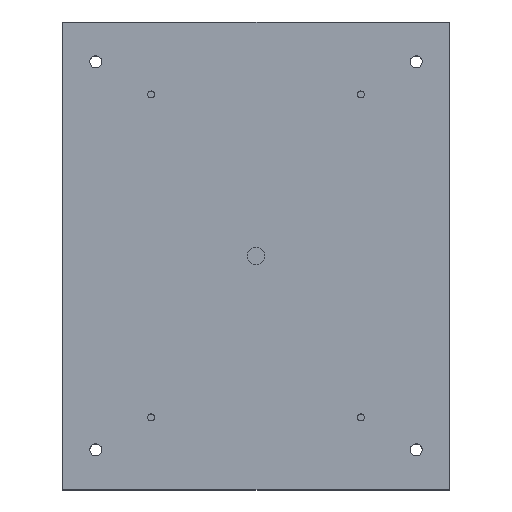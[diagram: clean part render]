
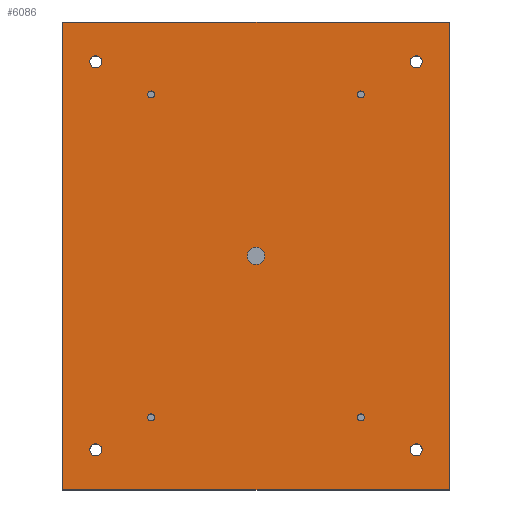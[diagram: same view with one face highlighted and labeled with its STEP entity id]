
A CAD part, top view. The second image highlights one B-rep face of the part: STEP entity #6086.
In plain terms, the highlighted planar face has unit normal (0, 0, 1).
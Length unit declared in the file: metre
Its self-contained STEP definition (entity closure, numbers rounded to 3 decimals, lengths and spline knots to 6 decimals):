
#61=PLANE('',#6623);
#533=LINE('',#9889,#1089);
#536=LINE('',#9895,#1092);
#538=LINE('',#9899,#1094);
#539=LINE('',#9901,#1095);
#1089=VECTOR('',#7672,1.);
#1092=VECTOR('',#7677,1.);
#1094=VECTOR('',#7681,1.);
#1095=VECTOR('',#7684,1.);
#2056=ORIENTED_EDGE('',*,*,#3576,.T.);
#2057=ORIENTED_EDGE('',*,*,#3693,.T.);
#2058=ORIENTED_EDGE('',*,*,#3580,.T.);
#2059=ORIENTED_EDGE('',*,*,#3694,.T.);
#2060=ORIENTED_EDGE('',*,*,#3584,.T.);
#2061=ORIENTED_EDGE('',*,*,#3695,.T.);
#2062=ORIENTED_EDGE('',*,*,#3588,.T.);
#2063=ORIENTED_EDGE('',*,*,#3696,.T.);
#2064=ORIENTED_EDGE('',*,*,#3682,.T.);
#2065=ORIENTED_EDGE('',*,*,#3594,.T.);
#2066=ORIENTED_EDGE('',*,*,#3680,.T.);
#2067=ORIENTED_EDGE('',*,*,#3598,.T.);
#2068=ORIENTED_EDGE('',*,*,#3678,.T.);
#2069=ORIENTED_EDGE('',*,*,#3602,.T.);
#2070=ORIENTED_EDGE('',*,*,#3675,.T.);
#2071=ORIENTED_EDGE('',*,*,#3606,.T.);
#2072=ORIENTED_EDGE('',*,*,#3697,.T.);
#2073=ORIENTED_EDGE('',*,*,#3590,.T.);
#2074=ORIENTED_EDGE('',*,*,#3686,.T.);
#2075=ORIENTED_EDGE('',*,*,#3689,.T.);
#2076=ORIENTED_EDGE('',*,*,#3691,.T.);
#2077=ORIENTED_EDGE('',*,*,#3692,.F.);
#3576=EDGE_CURVE('',#4435,#4434,#4985,.F.);
#3580=EDGE_CURVE('',#4439,#4438,#4987,.F.);
#3584=EDGE_CURVE('',#4443,#4442,#4989,.F.);
#3588=EDGE_CURVE('',#4447,#4446,#4991,.F.);
#3590=EDGE_CURVE('',#4448,#4449,#4992,.F.);
#3594=EDGE_CURVE('',#4452,#4453,#4994,.F.);
#3598=EDGE_CURVE('',#4456,#4457,#4996,.F.);
#3602=EDGE_CURVE('',#4460,#4461,#4998,.F.);
#3606=EDGE_CURVE('',#4464,#4465,#5000,.F.);
#3675=EDGE_CURVE('',#4465,#4464,#5015,.F.);
#3678=EDGE_CURVE('',#4461,#4460,#5018,.F.);
#3680=EDGE_CURVE('',#4457,#4456,#5020,.F.);
#3682=EDGE_CURVE('',#4453,#4452,#5022,.F.);
#3686=EDGE_CURVE('',#4527,#4526,#533,.T.);
#3689=EDGE_CURVE('',#4526,#4528,#536,.T.);
#3691=EDGE_CURVE('',#4528,#4529,#538,.T.);
#3692=EDGE_CURVE('',#4527,#4529,#539,.T.);
#3693=EDGE_CURVE('',#4434,#4435,#5025,.F.);
#3694=EDGE_CURVE('',#4438,#4439,#5026,.F.);
#3695=EDGE_CURVE('',#4442,#4443,#5027,.F.);
#3696=EDGE_CURVE('',#4446,#4447,#5028,.F.);
#3697=EDGE_CURVE('',#4449,#4448,#5029,.F.);
#4434=VERTEX_POINT('',#9643);
#4435=VERTEX_POINT('',#9645);
#4438=VERTEX_POINT('',#9652);
#4439=VERTEX_POINT('',#9654);
#4442=VERTEX_POINT('',#9661);
#4443=VERTEX_POINT('',#9663);
#4446=VERTEX_POINT('',#9670);
#4447=VERTEX_POINT('',#9672);
#4448=VERTEX_POINT('',#9676);
#4449=VERTEX_POINT('',#9677);
#4452=VERTEX_POINT('',#9685);
#4453=VERTEX_POINT('',#9686);
#4456=VERTEX_POINT('',#9694);
#4457=VERTEX_POINT('',#9695);
#4460=VERTEX_POINT('',#9703);
#4461=VERTEX_POINT('',#9704);
#4464=VERTEX_POINT('',#9712);
#4465=VERTEX_POINT('',#9713);
#4526=VERTEX_POINT('',#9888);
#4527=VERTEX_POINT('',#9890);
#4528=VERTEX_POINT('',#9894);
#4529=VERTEX_POINT('',#9898);
#4985=CIRCLE('',#6565,0.00175);
#4987=CIRCLE('',#6568,0.00175);
#4989=CIRCLE('',#6571,0.00175);
#4991=CIRCLE('',#6574,0.00175);
#4992=CIRCLE('',#6576,0.0025);
#4994=CIRCLE('',#6579,0.001);
#4996=CIRCLE('',#6582,0.001);
#4998=CIRCLE('',#6585,0.001);
#5000=CIRCLE('',#6588,0.001);
#5015=CIRCLE('',#6606,0.001);
#5018=CIRCLE('',#6610,0.001);
#5020=CIRCLE('',#6613,0.001);
#5022=CIRCLE('',#6616,0.001);
#5025=CIRCLE('',#6624,0.00175);
#5026=CIRCLE('',#6625,0.00175);
#5027=CIRCLE('',#6626,0.00175);
#5028=CIRCLE('',#6627,0.00175);
#5029=CIRCLE('',#6628,0.0025);
#5293=EDGE_LOOP('',(#2056,#2057));
#5294=EDGE_LOOP('',(#2058,#2059));
#5295=EDGE_LOOP('',(#2060,#2061));
#5296=EDGE_LOOP('',(#2062,#2063));
#5297=EDGE_LOOP('',(#2064,#2065));
#5298=EDGE_LOOP('',(#2066,#2067));
#5299=EDGE_LOOP('',(#2068,#2069));
#5300=EDGE_LOOP('',(#2070,#2071));
#5301=EDGE_LOOP('',(#2072,#2073));
#5302=EDGE_LOOP('',(#2074,#2075,#2076,#2077));
#5685=FACE_BOUND('',#5293,.T.);
#5686=FACE_BOUND('',#5294,.T.);
#5687=FACE_BOUND('',#5295,.T.);
#5688=FACE_BOUND('',#5296,.T.);
#5689=FACE_BOUND('',#5297,.T.);
#5690=FACE_BOUND('',#5298,.T.);
#5691=FACE_BOUND('',#5299,.T.);
#5692=FACE_BOUND('',#5300,.T.);
#5693=FACE_BOUND('',#5301,.T.);
#5694=FACE_BOUND('',#5302,.T.);
#6086=ADVANCED_FACE('',(#5685,#5686,#5687,#5688,#5689,#5690,#5691,#5692,
#5693,#5694),#61,.T.);
#6565=AXIS2_PLACEMENT_3D('',#9644,#7500,#7501);
#6568=AXIS2_PLACEMENT_3D('',#9653,#7508,#7509);
#6571=AXIS2_PLACEMENT_3D('',#9662,#7516,#7517);
#6574=AXIS2_PLACEMENT_3D('',#9671,#7524,#7525);
#6576=AXIS2_PLACEMENT_3D('',#9675,#7529,#7530);
#6579=AXIS2_PLACEMENT_3D('',#9684,#7537,#7538);
#6582=AXIS2_PLACEMENT_3D('',#9693,#7545,#7546);
#6585=AXIS2_PLACEMENT_3D('',#9702,#7553,#7554);
#6588=AXIS2_PLACEMENT_3D('',#9711,#7561,#7562);
#6606=AXIS2_PLACEMENT_3D('',#9871,#7643,#7644);
#6610=AXIS2_PLACEMENT_3D('',#9876,#7651,#7652);
#6613=AXIS2_PLACEMENT_3D('',#9879,#7657,#7658);
#6616=AXIS2_PLACEMENT_3D('',#9882,#7663,#7664);
#6623=AXIS2_PLACEMENT_3D('',#9902,#7685,#7686);
#6624=AXIS2_PLACEMENT_3D('',#9903,#7687,#7688);
#6625=AXIS2_PLACEMENT_3D('',#9904,#7689,#7690);
#6626=AXIS2_PLACEMENT_3D('',#9905,#7691,#7692);
#6627=AXIS2_PLACEMENT_3D('',#9906,#7693,#7694);
#6628=AXIS2_PLACEMENT_3D('',#9907,#7695,#7696);
#7500=DIRECTION('',(0.,0.,1.));
#7501=DIRECTION('',(1.,0.,0.));
#7508=DIRECTION('',(0.,0.,1.));
#7509=DIRECTION('',(1.,0.,0.));
#7516=DIRECTION('',(0.,0.,1.));
#7517=DIRECTION('',(1.,0.,0.));
#7524=DIRECTION('',(0.,0.,1.));
#7525=DIRECTION('',(1.,0.,0.));
#7529=DIRECTION('',(0.,0.,1.));
#7530=DIRECTION('',(1.,0.,0.));
#7537=DIRECTION('',(0.,0.,1.));
#7538=DIRECTION('',(1.,0.,0.));
#7545=DIRECTION('',(0.,0.,1.));
#7546=DIRECTION('',(1.,0.,0.));
#7553=DIRECTION('',(0.,0.,1.));
#7554=DIRECTION('',(1.,0.,0.));
#7561=DIRECTION('',(0.,0.,1.));
#7562=DIRECTION('',(1.,0.,0.));
#7643=DIRECTION('',(0.,0.,1.));
#7644=DIRECTION('',(1.,0.,0.));
#7651=DIRECTION('',(0.,0.,1.));
#7652=DIRECTION('',(1.,0.,0.));
#7657=DIRECTION('',(0.,0.,1.));
#7658=DIRECTION('',(1.,0.,0.));
#7663=DIRECTION('',(0.,0.,1.));
#7664=DIRECTION('',(1.,0.,0.));
#7672=DIRECTION('',(-1.,0.,0.));
#7677=DIRECTION('',(0.,-1.,0.));
#7681=DIRECTION('',(1.,0.,0.));
#7684=DIRECTION('',(0.,-1.,0.));
#7685=DIRECTION('',(0.,0.,1.));
#7686=DIRECTION('',(1.,0.,0.));
#7687=DIRECTION('',(0.,0.,1.));
#7688=DIRECTION('',(1.,0.,0.));
#7689=DIRECTION('',(0.,0.,1.));
#7690=DIRECTION('',(1.,0.,0.));
#7691=DIRECTION('',(0.,0.,1.));
#7692=DIRECTION('',(1.,0.,0.));
#7693=DIRECTION('',(0.,0.,1.));
#7694=DIRECTION('',(1.,0.,0.));
#7695=DIRECTION('',(0.,0.,1.));
#7696=DIRECTION('',(1.,0.,0.));
#9643=CARTESIAN_POINT('',(-0.048184,-0.056234,-0.0041));
#9644=CARTESIAN_POINT('',(-0.046434,-0.056234,-0.0041));
#9645=CARTESIAN_POINT('',(-0.044684,-0.056234,-0.0041));
#9652=CARTESIAN_POINT('',(-0.048184,0.056234,-0.0041));
#9653=CARTESIAN_POINT('',(-0.046434,0.056234,-0.0041));
#9654=CARTESIAN_POINT('',(-0.044684,0.056234,-0.0041));
#9661=CARTESIAN_POINT('',(0.044684,0.056234,-0.0041));
#9662=CARTESIAN_POINT('',(0.046434,0.056234,-0.0041));
#9663=CARTESIAN_POINT('',(0.048184,0.056234,-0.0041));
#9670=CARTESIAN_POINT('',(0.044684,-0.056234,-0.0041));
#9671=CARTESIAN_POINT('',(0.046434,-0.056234,-0.0041));
#9672=CARTESIAN_POINT('',(0.048184,-0.056234,-0.0041));
#9675=CARTESIAN_POINT('',(0.,0.,-0.0041));
#9676=CARTESIAN_POINT('',(0.0025,0.,-0.0041));
#9677=CARTESIAN_POINT('',(-0.0025,0.,-0.0041));
#9684=CARTESIAN_POINT('',(-0.030385,0.0468,-0.0041));
#9685=CARTESIAN_POINT('',(-0.029385,0.0468,-0.0041));
#9686=CARTESIAN_POINT('',(-0.031385,0.0468,-0.0041));
#9693=CARTESIAN_POINT('',(-0.030385,-0.0468,-0.0041));
#9694=CARTESIAN_POINT('',(-0.029385,-0.0468,-0.0041));
#9695=CARTESIAN_POINT('',(-0.031385,-0.0468,-0.0041));
#9702=CARTESIAN_POINT('',(0.030385,-0.0468,-0.0041));
#9703=CARTESIAN_POINT('',(0.031385,-0.0468,-0.0041));
#9704=CARTESIAN_POINT('',(0.029385,-0.0468,-0.0041));
#9711=CARTESIAN_POINT('',(0.030385,0.0468,-0.0041));
#9712=CARTESIAN_POINT('',(0.031385,0.0468,-0.0041));
#9713=CARTESIAN_POINT('',(0.029385,0.0468,-0.0041));
#9871=CARTESIAN_POINT('',(0.030385,0.0468,-0.0041));
#9876=CARTESIAN_POINT('',(0.030385,-0.0468,-0.0041));
#9879=CARTESIAN_POINT('',(-0.030385,-0.0468,-0.0041));
#9882=CARTESIAN_POINT('',(-0.030385,0.0468,-0.0041));
#9888=CARTESIAN_POINT('',(-0.055985,0.0678,-0.0041));
#9889=CARTESIAN_POINT('',(0.,0.0678,-0.0041));
#9890=CARTESIAN_POINT('',(0.055985,0.0678,-0.0041));
#9894=CARTESIAN_POINT('',(-0.055985,-0.0678,-0.0041));
#9895=CARTESIAN_POINT('',(-0.055985,0.,-0.0041));
#9898=CARTESIAN_POINT('',(0.055985,-0.0678,-0.0041));
#9899=CARTESIAN_POINT('',(0.,-0.0678,-0.0041));
#9901=CARTESIAN_POINT('',(0.055985,0.,-0.0041));
#9902=CARTESIAN_POINT('',(0.,0.,-0.0041));
#9903=CARTESIAN_POINT('',(-0.046434,-0.056234,-0.0041));
#9904=CARTESIAN_POINT('',(-0.046434,0.056234,-0.0041));
#9905=CARTESIAN_POINT('',(0.046434,0.056234,-0.0041));
#9906=CARTESIAN_POINT('',(0.046434,-0.056234,-0.0041));
#9907=CARTESIAN_POINT('',(0.,0.,-0.0041));
